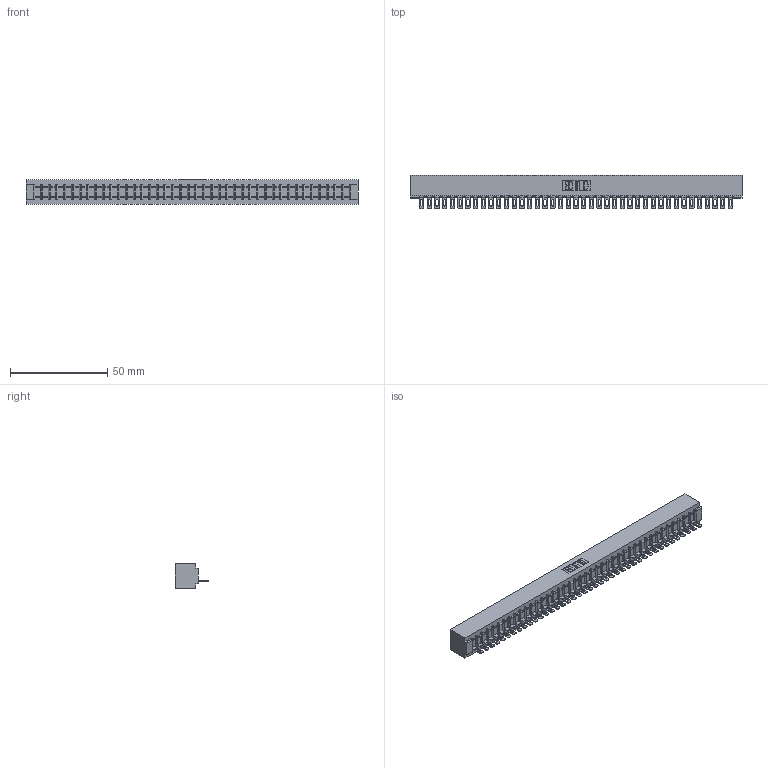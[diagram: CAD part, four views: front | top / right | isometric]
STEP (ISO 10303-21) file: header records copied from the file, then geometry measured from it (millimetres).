
FILE_DESCRIPTION (( 'STEP AP203' ), '1' );
FILE_NAME ('357-041-501-101.STEP', '2019-09-17T09:26:42', ( '' ), ( '' ), 'SwSTEP 2.0', 'SolidWorks 2016', '' );
FILE_SCHEMA (( 'CONFIG_CONTROL_DESIGN' ));
Length unit declared in the file: inch
Products named in the file (3): 307-290-002_501; 357-041-501-101; 307 Part_No Mounting Lugs
Assembly tree (42 placements, depth 2):
  357-041-501-101
    307 Part_No Mounting Lugs
    307-290-002_501  x41
Bounding box: 170.33 x 17.42 x 12.7 mm (x, y, z)
Volume: 18813.7 mm3; surface area: 24260.2 mm2
Topology: 42 solids, 42 shells, 3268 faces, 10057 edges, 6590 vertices
Faces by surface type: plane 1870, cylinder 1314, sphere 84
Entity records: 35788 total; most frequent: CARTESIAN_POINT 6036, ORIENTED_EDGE 6026, DIRECTION 5867, EDGE_CURVE 3013, VECTOR 2305, LINE 2305, VERTEX_POINT 1950, AXIS2_PLACEMENT_3D 1781
